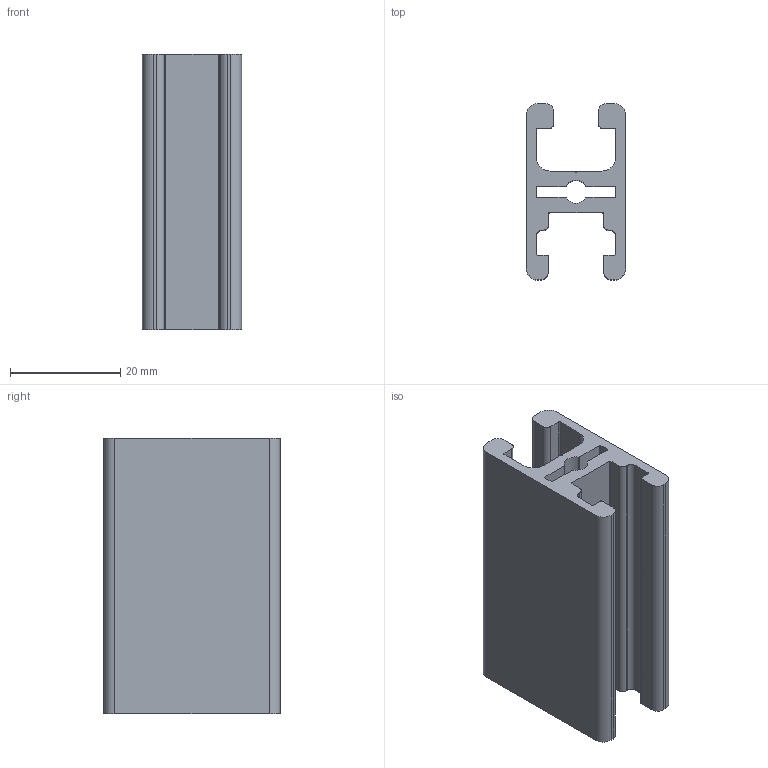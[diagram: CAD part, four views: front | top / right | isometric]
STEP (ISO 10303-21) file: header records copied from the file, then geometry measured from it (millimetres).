
FILE_DESCRIPTION (( 'STEP AP214' ), '1' );
FILE_NAME ('SAFE08H1824-Profilé d''encadrement 8 32x18.step', '2023-03-24T10:07:02', ( 'Altae' ), ( '' ), 'SwSTEP 2.0', 'SolidWorks 2021', '' );
FILE_SCHEMA (( 'AUTOMOTIVE_DESIGN' ));
Length unit declared in the file: millimetre
Products named in the file (1): SAFE08H1824-Profilé d''encadrement 8 32x18
Bounding box: 18 x 32 x 50 mm (x, y, z)
Volume: 12419.1 mm3; surface area: 10163.7 mm2
Topology: 1 solids, 1 shells, 72 faces, 210 edges, 140 vertices
Faces by surface type: cylinder 37, plane 35
Entity records: 2446 total; most frequent: DIRECTION 430, CARTESIAN_POINT 423, ORIENTED_EDGE 420, EDGE_CURVE 210, AXIS2_PLACEMENT_3D 147, VERTEX_POINT 140, VECTOR 136, LINE 136
